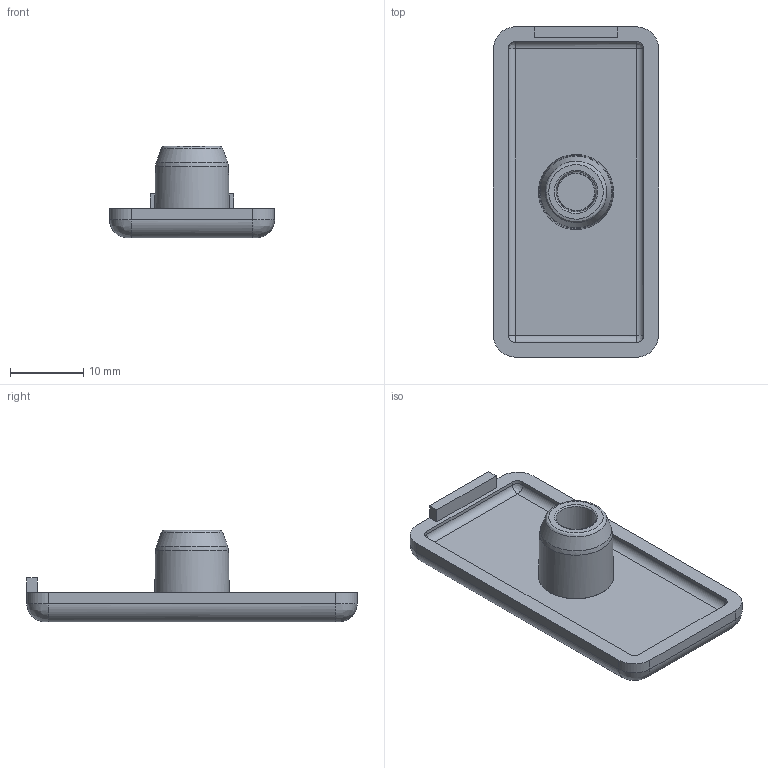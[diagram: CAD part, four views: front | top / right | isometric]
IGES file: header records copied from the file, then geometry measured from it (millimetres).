
Global section: file name: 222245B; native system: Autodesk Inventor 2021; preprocessor: unknown; author: aluteckkpl_tw; date: 20221004.090335; units: millimetre
Bounding box: 22.5 x 45 x 12.5 mm (x, y, z)
Volume: 3294.4 mm3; surface area: 3012.2 mm2
Topology: 1 solids, 1 shells, 49 faces, 124 edges, 76 vertices
Faces by surface type: bspline 49
